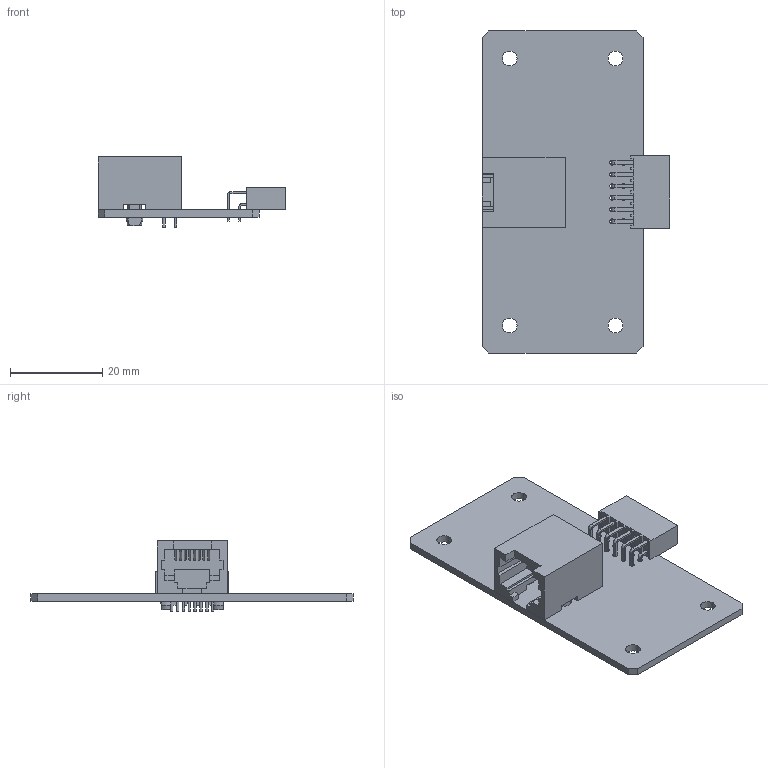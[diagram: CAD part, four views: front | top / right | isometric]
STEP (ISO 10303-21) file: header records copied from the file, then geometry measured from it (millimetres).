
FILE_DESCRIPTION(/* description */ (''),/* implementation_level */ '2;1');
FILE_NAME(/* name */ 'ESDK-CRE-B.step',/* time_stamp */ '2022-06-27T15:14:36+01:00',/* author */ (''),/* organization */ (''),/* preprocessor_version */ 'ST-DEVELOPER v19',/* originating_system */ 'Autodesk Translation Framework v11.7.0.108',/* authorisation */ '');
FILE_SCHEMA (('AUTOMOTIVE_DESIGN { 1 0 10303 214 3 1 1 }'));
Length unit declared in the file: millimetre
Products named in the file (5): CRE-B; SSW-106-02-G-D-RA; _T1SSW-106-02-G-D-RA; _P2SSW-106-02-G-D-RA; s54601-908wplf
Assembly tree (4 placements, depth 3):
  CRE-B
    SSW-106-02-G-D-RA
      _T1SSW-106-02-G-D-RA
      _P2SSW-106-02-G-D-RA
    s54601-908wplf
Bounding box: 40.83 x 70 x 15.25 mm (x, y, z)
Volume: 6345 mm3; surface area: 8552.6 mm2
Topology: 4 solids, 4 shells, 368 faces, 1012 edges, 674 vertices
Faces by surface type: plane 278, cylinder 74, cone 8, torus 8
Full cylindrical faces by diameter (mm): 0.46 x8, 0.52 x8, 0.76 x8, 1.04 x12, 3.2 x4, 3.35 x2
Entity records: 12303 total; most frequent: CARTESIAN_POINT 2247, ORIENTED_EDGE 2024, DIRECTION 1910, EDGE_CURVE 1012, LINE 820, VECTOR 820, VERTEX_POINT 674, AXIS2_PLACEMENT_3D 545
